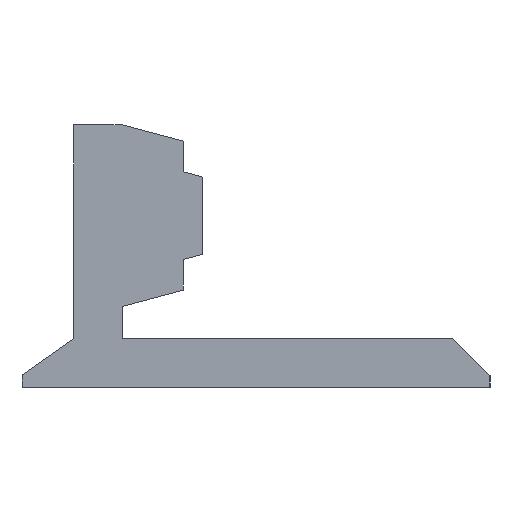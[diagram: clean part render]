
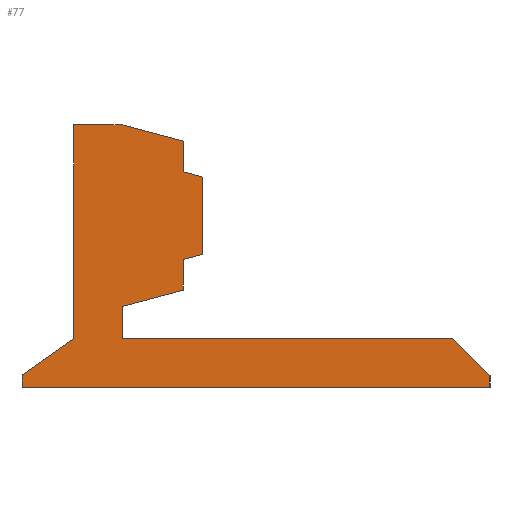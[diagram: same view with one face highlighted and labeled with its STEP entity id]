
A CAD part, left-side view. The second image highlights one B-rep face of the part: STEP entity #77.
In plain terms, the highlighted planar face has unit normal (-1, 0, 0).
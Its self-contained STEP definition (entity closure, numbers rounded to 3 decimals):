
#77=ADVANCED_FACE('',(#148),#149,.F.);
#148=FACE_OUTER_BOUND('',#210,.T.);
#149=PLANE('',#211);
#210=EDGE_LOOP('',(#363,#364,#365,#366,#367,#368,#369,#370,#371,#372,#373,#374,#375,#376,#377,#378));
#211=AXIS2_PLACEMENT_3D('',#379,#380,#381);
#363=ORIENTED_EDGE('',*,*,#446,.T.);
#364=ORIENTED_EDGE('',*,*,#386,.T.);
#365=ORIENTED_EDGE('',*,*,#391,.T.);
#366=ORIENTED_EDGE('',*,*,#395,.T.);
#367=ORIENTED_EDGE('',*,*,#399,.T.);
#368=ORIENTED_EDGE('',*,*,#403,.T.);
#369=ORIENTED_EDGE('',*,*,#407,.T.);
#370=ORIENTED_EDGE('',*,*,#411,.T.);
#371=ORIENTED_EDGE('',*,*,#415,.T.);
#372=ORIENTED_EDGE('',*,*,#419,.T.);
#373=ORIENTED_EDGE('',*,*,#423,.T.);
#374=ORIENTED_EDGE('',*,*,#427,.T.);
#375=ORIENTED_EDGE('',*,*,#431,.T.);
#376=ORIENTED_EDGE('',*,*,#435,.T.);
#377=ORIENTED_EDGE('',*,*,#439,.T.);
#378=ORIENTED_EDGE('',*,*,#443,.T.);
#379=CARTESIAN_POINT('',(0.0,4.894,4.836));
#380=DIRECTION('',(1.0,0.0,0.0));
#381=DIRECTION('',(0.0,1.0,0.0));
#386=EDGE_CURVE('',#456,#454,#457,.T.);
#391=EDGE_CURVE('',#454,#462,#464,.T.);
#395=EDGE_CURVE('',#462,#468,#470,.T.);
#399=EDGE_CURVE('',#468,#474,#476,.T.);
#403=EDGE_CURVE('',#474,#480,#482,.T.);
#407=EDGE_CURVE('',#480,#486,#488,.T.);
#411=EDGE_CURVE('',#486,#492,#494,.T.);
#415=EDGE_CURVE('',#492,#498,#500,.T.);
#419=EDGE_CURVE('',#498,#504,#506,.T.);
#423=EDGE_CURVE('',#504,#510,#512,.T.);
#427=EDGE_CURVE('',#510,#516,#518,.T.);
#431=EDGE_CURVE('',#516,#522,#524,.T.);
#435=EDGE_CURVE('',#522,#528,#530,.T.);
#439=EDGE_CURVE('',#528,#534,#536,.T.);
#443=EDGE_CURVE('',#534,#540,#542,.T.);
#446=EDGE_CURVE('',#540,#456,#545,.T.);
#454=VERTEX_POINT('',#554);
#456=VERTEX_POINT('',#557);
#457=LINE('',#558,#559);
#462=VERTEX_POINT('',#566);
#464=LINE('',#569,#570);
#468=VERTEX_POINT('',#575);
#470=LINE('',#578,#579);
#474=VERTEX_POINT('',#584);
#476=LINE('',#587,#588);
#480=VERTEX_POINT('',#593);
#482=LINE('',#596,#597);
#486=VERTEX_POINT('',#602);
#488=LINE('',#605,#606);
#492=VERTEX_POINT('',#611);
#494=LINE('',#614,#615);
#498=VERTEX_POINT('',#620);
#500=LINE('',#623,#624);
#504=VERTEX_POINT('',#629);
#506=LINE('',#632,#633);
#510=VERTEX_POINT('',#638);
#512=LINE('',#641,#642);
#516=VERTEX_POINT('',#647);
#518=LINE('',#650,#651);
#522=VERTEX_POINT('',#656);
#524=LINE('',#659,#660);
#528=VERTEX_POINT('',#665);
#530=LINE('',#668,#669);
#534=VERTEX_POINT('',#674);
#536=LINE('',#677,#678);
#540=VERTEX_POINT('',#683);
#542=LINE('',#686,#687);
#545=LINE('',#691,#692);
#554=CARTESIAN_POINT('',(0.0,5.5,8.233));
#557=CARTESIAN_POINT('',(0.0,6.718,7.906));
#558=CARTESIAN_POINT('',(0.0,6.718,7.906));
#559=VECTOR('',#698,1.0);
#566=CARTESIAN_POINT('',(0.0,5.5,13.017));
#569=CARTESIAN_POINT('',(0.0,5.5,8.233));
#570=VECTOR('',#702,1.0);
#575=CARTESIAN_POINT('',(0.0,6.718,13.344));
#578=CARTESIAN_POINT('',(0.0,5.5,13.017));
#579=VECTOR('',#705,1.0);
#584=CARTESIAN_POINT('',(0.0,6.718,15.237));
#587=CARTESIAN_POINT('',(0.0,6.718,13.344));
#588=VECTOR('',#708,1.0);
#593=CARTESIAN_POINT('',(0.0,10.5,16.25));
#596=CARTESIAN_POINT('',(0.0,6.718,15.237));
#597=VECTOR('',#711,1.0);
#602=CARTESIAN_POINT('',(0.0,13.5,16.25));
#605=CARTESIAN_POINT('',(0.0,10.5,16.25));
#606=VECTOR('',#714,1.0);
#611=CARTESIAN_POINT('',(0.0,13.5,3.0));
#614=CARTESIAN_POINT('',(0.0,13.5,16.25));
#615=VECTOR('',#717,1.0);
#620=CARTESIAN_POINT('',(0.0,16.699,0.76));
#623=CARTESIAN_POINT('',(0.0,13.5,3.0));
#624=VECTOR('',#720,1.0);
#629=CARTESIAN_POINT('',(0.0,16.699,0.0));
#632=CARTESIAN_POINT('',(0.0,16.699,0.76));
#633=VECTOR('',#723,1.0);
#638=CARTESIAN_POINT('',(0.0,-12.293,0.0));
#641=CARTESIAN_POINT('',(0.0,16.699,0.0));
#642=VECTOR('',#726,1.0);
#647=CARTESIAN_POINT('',(0.0,-12.293,0.707));
#650=CARTESIAN_POINT('',(0.0,-12.293,0.0));
#651=VECTOR('',#729,1.0);
#656=CARTESIAN_POINT('',(0.0,-10.0,3.0));
#659=CARTESIAN_POINT('',(0.0,-12.293,0.707));
#660=VECTOR('',#732,1.0);
#665=CARTESIAN_POINT('',(0.0,10.5,3.0));
#668=CARTESIAN_POINT('',(0.0,-10.0,3.0));
#669=VECTOR('',#735,1.0);
#674=CARTESIAN_POINT('',(0.0,10.5,5.0));
#677=CARTESIAN_POINT('',(0.0,10.5,3.0));
#678=VECTOR('',#738,1.0);
#683=CARTESIAN_POINT('',(0.0,6.718,6.013));
#686=CARTESIAN_POINT('',(0.0,10.5,5.0));
#687=VECTOR('',#741,1.0);
#691=CARTESIAN_POINT('',(0.0,6.718,6.013));
#692=VECTOR('',#743,1.0);
#698=DIRECTION('',(0.0,-0.966,0.259));
#702=DIRECTION('',(0.0,0.0,1.0));
#705=DIRECTION('',(0.0,0.966,0.259));
#708=DIRECTION('',(0.0,0.0,1.0));
#711=DIRECTION('',(0.0,0.966,0.259));
#714=DIRECTION('',(0.0,1.0,0.0));
#717=DIRECTION('',(0.0,0.0,-1.0));
#720=DIRECTION('',(0.0,0.819,-0.574));
#723=DIRECTION('',(0.0,0.0,-1.0));
#726=DIRECTION('',(0.0,-1.0,0.0));
#729=DIRECTION('',(0.0,0.0,1.0));
#732=DIRECTION('',(0.0,0.707,0.707));
#735=DIRECTION('',(0.0,1.0,0.0));
#738=DIRECTION('',(0.0,0.0,1.0));
#741=DIRECTION('',(0.0,-0.966,0.259));
#743=DIRECTION('',(0.0,0.0,1.0));
